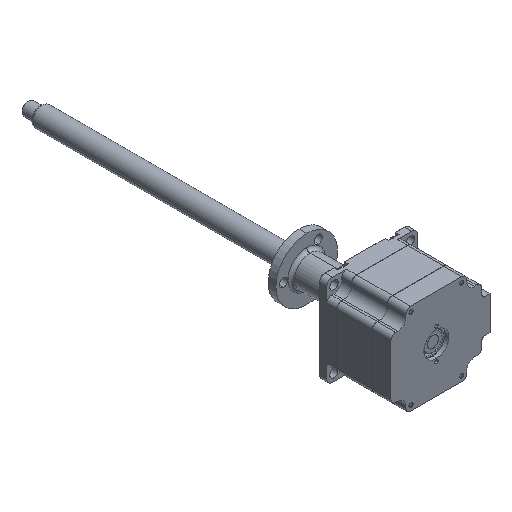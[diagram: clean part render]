
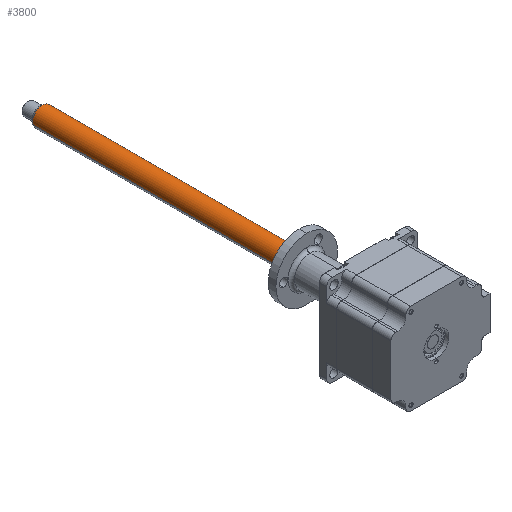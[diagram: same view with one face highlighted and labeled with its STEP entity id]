
A CAD part, isometric view. The second image highlights one B-rep face of the part: STEP entity #3800.
In plain terms, the highlighted cylindrical face has radius 6 mm (diameter 12 mm), a partial arc.
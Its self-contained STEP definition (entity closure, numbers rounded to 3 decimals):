
#472 = AXIS2_PLACEMENT_3D ( 'NONE', #5243, #8569, #12520 ) ;
#615 = CARTESIAN_POINT ( 'NONE',  ( -11.445, 3.999, 34.693 ) ) ;
#824 = EDGE_CURVE ( 'NONE', #5763, #7081, #6521, .T. ) ;
#1199 = CARTESIAN_POINT ( 'NONE',  ( -11.445, 202.999, 34.693 ) ) ;
#1671 = DIRECTION ( 'NONE',  ( 0., -1., 0. ) ) ;
#2152 = ORIENTED_EDGE ( 'NONE', *, *, #5353, .F. ) ;
#2969 = CARTESIAN_POINT ( 'NONE',  ( -17.293, 203.999, 33.35 ) ) ;
#3800 = ADVANCED_FACE ( 'NONE', ( #7559 ), #9915, .T. ) ;
#3991 = DIRECTION ( 'NONE',  ( -0.975, 0., -0.224 ) ) ;
#4415 = VECTOR ( 'NONE', #1671, 1000. ) ;
#4632 = DIRECTION ( 'NONE',  ( 0., -1., 0. ) ) ;
#5223 = EDGE_CURVE ( 'NONE', #5763, #10664, #6303, .T. ) ;
#5243 = CARTESIAN_POINT ( 'NONE',  ( -17.293, 202.999, 33.35 ) ) ;
#5353 = EDGE_CURVE ( 'NONE', #10664, #11658, #7119, .T. ) ;
#5459 = CARTESIAN_POINT ( 'NONE',  ( -23.14, 3.999, 32.007 ) ) ;
#5685 = VECTOR ( 'NONE', #9393, 1000. ) ;
#5763 = VERTEX_POINT ( 'NONE', #1199 ) ;
#6303 = LINE ( 'NONE', #8374, #5685 ) ;
#6332 = AXIS2_PLACEMENT_3D ( 'NONE', #2969, #10009, #3991 ) ;
#6521 = CIRCLE ( 'NONE', #472, 6. ) ;
#7081 = VERTEX_POINT ( 'NONE', #7838 ) ;
#7108 = LINE ( 'NONE', #8742, #4415 ) ;
#7119 = CIRCLE ( 'NONE', #9581, 6. ) ;
#7559 = FACE_OUTER_BOUND ( 'NONE', #11098, .T. ) ;
#7619 = ORIENTED_EDGE ( 'NONE', *, *, #5223, .F. ) ;
#7838 = CARTESIAN_POINT ( 'NONE',  ( -23.14, 202.999, 32.007 ) ) ;
#8374 = CARTESIAN_POINT ( 'NONE',  ( -11.445, 203.999, 34.693 ) ) ;
#8569 = DIRECTION ( 'NONE',  ( 0., -1., 0. ) ) ;
#8742 = CARTESIAN_POINT ( 'NONE',  ( -23.14, 203.999, 32.007 ) ) ;
#9094 = ORIENTED_EDGE ( 'NONE', *, *, #9285, .T. ) ;
#9285 = EDGE_CURVE ( 'NONE', #7081, #11658, #7108, .T. ) ;
#9393 = DIRECTION ( 'NONE',  ( 0., -1., 0. ) ) ;
#9581 = AXIS2_PLACEMENT_3D ( 'NONE', #10662, #4632, #11639 ) ;
#9684 = ORIENTED_EDGE ( 'NONE', *, *, #824, .T. ) ;
#9915 = CYLINDRICAL_SURFACE ( 'NONE', #6332, 6. ) ;
#10009 = DIRECTION ( 'NONE',  ( 0., -1., 0. ) ) ;
#10662 = CARTESIAN_POINT ( 'NONE',  ( -17.293, 3.999, 33.35 ) ) ;
#10664 = VERTEX_POINT ( 'NONE', #615 ) ;
#11098 = EDGE_LOOP ( 'NONE', ( #7619, #9684, #9094, #2152 ) ) ;
#11639 = DIRECTION ( 'NONE',  ( -0.975, 0., -0.224 ) ) ;
#11658 = VERTEX_POINT ( 'NONE', #5459 ) ;
#12520 = DIRECTION ( 'NONE',  ( 0.975, 0., 0.224 ) ) ;
